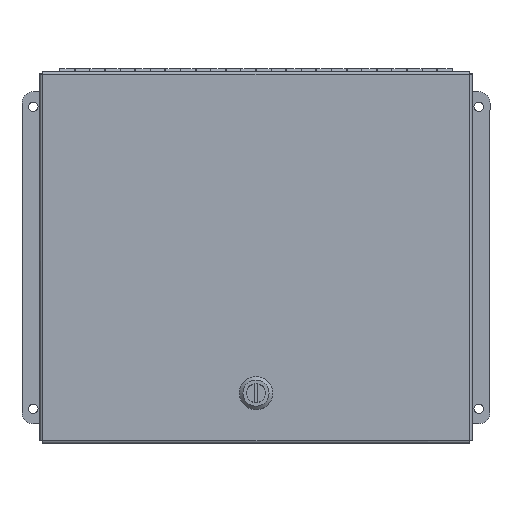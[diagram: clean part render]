
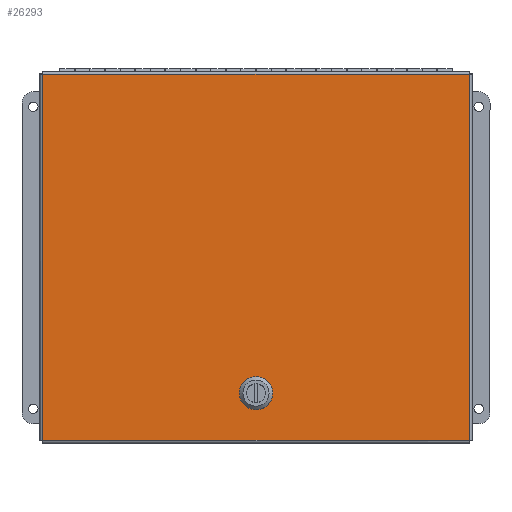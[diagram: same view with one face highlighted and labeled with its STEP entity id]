
A CAD part, top view. The second image highlights one B-rep face of the part: STEP entity #26293.
In plain terms, the highlighted planar face has unit normal (0, 0, 1).
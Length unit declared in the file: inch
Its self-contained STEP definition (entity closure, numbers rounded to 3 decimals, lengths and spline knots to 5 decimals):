
#47 = VECTOR ( 'NONE', #28064, 39.37008 ) ;
#162 = VERTEX_POINT ( 'NONE', #22041 ) ;
#1853 = CIRCLE ( 'NONE', #2874, 0.45 ) ;
#1959 = VERTEX_POINT ( 'NONE', #7449 ) ;
#2182 = VECTOR ( 'NONE', #6351, 39.37008 ) ;
#2298 = ORIENTED_EDGE ( 'NONE', *, *, #42493, .T. ) ;
#2613 = CARTESIAN_POINT ( 'NONE',  ( -3., -6.4939, 3.3425 ) ) ;
#2725 = LINE ( 'NONE', #43788, #2182 ) ;
#2874 = AXIS2_PLACEMENT_3D ( 'NONE', #36183, #15327, #29504 ) ;
#2958 = CARTESIAN_POINT ( 'NONE',  ( -2.79384, -6.8939, 3.3425 ) ) ;
#3149 = VECTOR ( 'NONE', #25459, 39.37008 ) ;
#3291 = EDGE_CURVE ( 'NONE', #20987, #20095, #35530, .T. ) ;
#3715 = LINE ( 'NONE', #3990, #47 ) ;
#3990 = CARTESIAN_POINT ( 'NONE',  ( -2.6, -6.28774, 3.3425 ) ) ;
#4409 = CARTESIAN_POINT ( 'NONE',  ( -2.6, -6.70006, 3.3425 ) ) ;
#4755 = VERTEX_POINT ( 'NONE', #24710 ) ;
#5507 = DIRECTION ( 'NONE',  ( 0., -1., 0. ) ) ;
#6351 = DIRECTION ( 'NONE',  ( 0., 1., 0. ) ) ;
#6573 = CARTESIAN_POINT ( 'NONE',  ( -3., -8.06065, 3.3425 ) ) ;
#6750 = CIRCLE ( 'NONE', #15671, 0.45 ) ;
#7449 = CARTESIAN_POINT ( 'NONE',  ( -10.06175, -8.06065, 3.3425 ) ) ;
#8076 = ORIENTED_EDGE ( 'NONE', *, *, #29696, .T. ) ;
#8222 = CARTESIAN_POINT ( 'NONE',  ( 4.06175, 4.06285, 3.3425 ) ) ;
#8362 = VECTOR ( 'NONE', #8559, 39.37008 ) ;
#8527 = LINE ( 'NONE', #23343, #24519 ) ;
#8559 = DIRECTION ( 'NONE',  ( -1., 0., 0. ) ) ;
#8598 = EDGE_CURVE ( 'NONE', #36278, #4755, #21633, .T. ) ;
#8601 = ORIENTED_EDGE ( 'NONE', *, *, #9406, .F. ) ;
#9011 = EDGE_CURVE ( 'NONE', #4755, #32383, #6750, .T. ) ;
#9406 = EDGE_CURVE ( 'NONE', #20095, #1959, #39627, .T. ) ;
#9854 = DIRECTION ( 'NONE',  ( -1., 0., 0. ) ) ;
#10108 = LINE ( 'NONE', #12464, #3149 ) ;
#10483 = ORIENTED_EDGE ( 'NONE', *, *, #12371, .T. ) ;
#10949 = ORIENTED_EDGE ( 'NONE', *, *, #9011, .T. ) ;
#11153 = ORIENTED_EDGE ( 'NONE', *, *, #24081, .T. ) ;
#11209 = FACE_BOUND ( 'NONE', #19180, .T. ) ;
#11349 = ORIENTED_EDGE ( 'NONE', *, *, #31567, .T. ) ;
#11820 = CARTESIAN_POINT ( 'NONE',  ( -3.20616, -6.0939, 3.3425 ) ) ;
#11995 = VECTOR ( 'NONE', #9854, 39.37008 ) ;
#12228 = CARTESIAN_POINT ( 'NONE',  ( 4.06175, -8.06065, 3.3425 ) ) ;
#12371 = EDGE_CURVE ( 'NONE', #32383, #16732, #8527, .T. ) ;
#12464 = CARTESIAN_POINT ( 'NONE',  ( -3., 4.06285, 3.3425 ) ) ;
#13302 = DIRECTION ( 'NONE',  ( 0., -1., 0. ) ) ;
#14518 = VERTEX_POINT ( 'NONE', #11820 ) ;
#14797 = ORIENTED_EDGE ( 'NONE', *, *, #38753, .F. ) ;
#15189 = ORIENTED_EDGE ( 'NONE', *, *, #25701, .F. ) ;
#15327 = DIRECTION ( 'NONE',  ( 0., 0., -1. ) ) ;
#15671 = AXIS2_PLACEMENT_3D ( 'NONE', #35623, #38984, #32182 ) ;
#16732 = VERTEX_POINT ( 'NONE', #23149 ) ;
#18146 = ORIENTED_EDGE ( 'NONE', *, *, #3291, .F. ) ;
#18678 = CARTESIAN_POINT ( 'NONE',  ( -2.79384, -6.8939, 3.3425 ) ) ;
#19180 = EDGE_LOOP ( 'NONE', ( #31528, #11153, #8076, #11349, #36978, #10949, #10483, #2298 ) ) ;
#19201 = DIRECTION ( 'NONE',  ( 0., -1., 0. ) ) ;
#20095 = VERTEX_POINT ( 'NONE', #12228 ) ;
#20154 = CARTESIAN_POINT ( 'NONE',  ( 4.06175, -1.9989, 3.3425 ) ) ;
#20238 = FACE_OUTER_BOUND ( 'NONE', #37033, .T. ) ;
#20293 = CARTESIAN_POINT ( 'NONE',  ( -3.4, -6.70006, 3.3425 ) ) ;
#20946 = CARTESIAN_POINT ( 'NONE',  ( -3.20616, -6.0939, 3.3425 ) ) ;
#20987 = VERTEX_POINT ( 'NONE', #8222 ) ;
#21557 = VERTEX_POINT ( 'NONE', #4409 ) ;
#21633 = LINE ( 'NONE', #18678, #8362 ) ;
#21947 = VERTEX_POINT ( 'NONE', #23909 ) ;
#22041 = CARTESIAN_POINT ( 'NONE',  ( -2.79384, -6.0939, 3.3425 ) ) ;
#22282 = DIRECTION ( 'NONE',  ( 0., 0., -1. ) ) ;
#23149 = CARTESIAN_POINT ( 'NONE',  ( -3.4, -6.28774, 3.3425 ) ) ;
#23343 = CARTESIAN_POINT ( 'NONE',  ( -3.4, -6.70006, 3.3425 ) ) ;
#23909 = CARTESIAN_POINT ( 'NONE',  ( -2.6, -6.28774, 3.3425 ) ) ;
#24081 = EDGE_CURVE ( 'NONE', #162, #21947, #35496, .T. ) ;
#24519 = VECTOR ( 'NONE', #43516, 39.37008 ) ;
#24710 = CARTESIAN_POINT ( 'NONE',  ( -3.20616, -6.8939, 3.3425 ) ) ;
#25459 = DIRECTION ( 'NONE',  ( 1., 0., 0. ) ) ;
#25701 = EDGE_CURVE ( 'NONE', #39184, #20987, #10108, .T. ) ;
#26293 = ADVANCED_FACE ( 'NONE', ( #11209, #20238 ), #32606, .F. ) ;
#26533 = DIRECTION ( 'NONE',  ( 0., 0., -1. ) ) ;
#26670 = LINE ( 'NONE', #20946, #30863 ) ;
#27104 = AXIS2_PLACEMENT_3D ( 'NONE', #42656, #22282, #5507 ) ;
#28064 = DIRECTION ( 'NONE',  ( 0., -1., 0. ) ) ;
#29504 = DIRECTION ( 'NONE',  ( 0., -1., 0. ) ) ;
#29506 = CARTESIAN_POINT ( 'NONE',  ( -3., -6.4939, 3.3425 ) ) ;
#29696 = EDGE_CURVE ( 'NONE', #21947, #21557, #3715, .T. ) ;
#30863 = VECTOR ( 'NONE', #37933, 39.37008 ) ;
#31432 = AXIS2_PLACEMENT_3D ( 'NONE', #29506, #33033, #19201 ) ;
#31528 = ORIENTED_EDGE ( 'NONE', *, *, #40178, .T. ) ;
#31567 = EDGE_CURVE ( 'NONE', #21557, #36278, #36936, .T. ) ;
#32182 = DIRECTION ( 'NONE',  ( 0., -1., 0. ) ) ;
#32383 = VERTEX_POINT ( 'NONE', #20293 ) ;
#32606 = PLANE ( 'NONE',  #27104 ) ;
#33033 = DIRECTION ( 'NONE',  ( 0., 0., -1. ) ) ;
#35496 = CIRCLE ( 'NONE', #36745, 0.45 ) ;
#35530 = LINE ( 'NONE', #20154, #40245 ) ;
#35623 = CARTESIAN_POINT ( 'NONE',  ( -3., -6.4939, 3.3425 ) ) ;
#36183 = CARTESIAN_POINT ( 'NONE',  ( -3., -6.4939, 3.3425 ) ) ;
#36278 = VERTEX_POINT ( 'NONE', #2958 ) ;
#36745 = AXIS2_PLACEMENT_3D ( 'NONE', #2613, #26533, #44100 ) ;
#36936 = CIRCLE ( 'NONE', #31432, 0.45 ) ;
#36978 = ORIENTED_EDGE ( 'NONE', *, *, #8598, .T. ) ;
#37033 = EDGE_LOOP ( 'NONE', ( #18146, #15189, #14797, #8601 ) ) ;
#37417 = CARTESIAN_POINT ( 'NONE',  ( -10.06175, 4.06285, 3.3425 ) ) ;
#37933 = DIRECTION ( 'NONE',  ( 1., 0., 0. ) ) ;
#38753 = EDGE_CURVE ( 'NONE', #1959, #39184, #2725, .T. ) ;
#38984 = DIRECTION ( 'NONE',  ( 0., 0., -1. ) ) ;
#39184 = VERTEX_POINT ( 'NONE', #37417 ) ;
#39627 = LINE ( 'NONE', #6573, #11995 ) ;
#40178 = EDGE_CURVE ( 'NONE', #14518, #162, #26670, .T. ) ;
#40245 = VECTOR ( 'NONE', #13302, 39.37008 ) ;
#42493 = EDGE_CURVE ( 'NONE', #16732, #14518, #1853, .T. ) ;
#42656 = CARTESIAN_POINT ( 'NONE',  ( -3., -1.9989, 3.3425 ) ) ;
#43516 = DIRECTION ( 'NONE',  ( 0., 1., 0. ) ) ;
#43788 = CARTESIAN_POINT ( 'NONE',  ( -10.06175, -1.9989, 3.3425 ) ) ;
#44100 = DIRECTION ( 'NONE',  ( 0., -1., 0. ) ) ;
